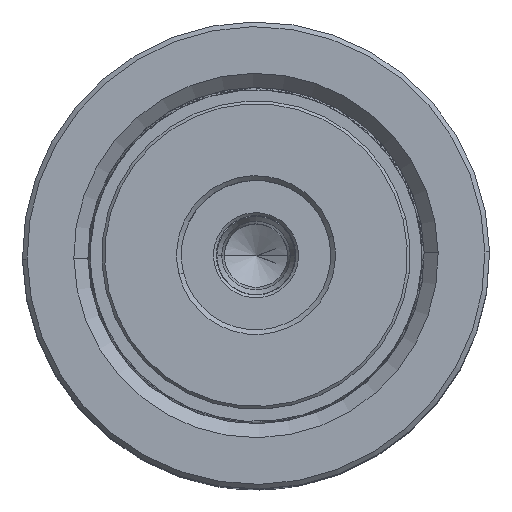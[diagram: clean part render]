
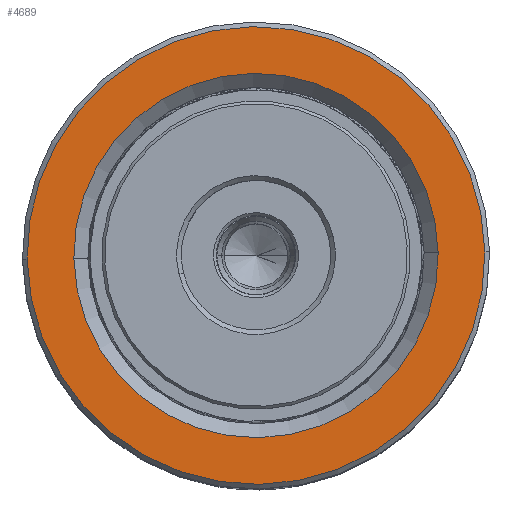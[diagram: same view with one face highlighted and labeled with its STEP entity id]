
A CAD part, top view. The second image highlights one B-rep face of the part: STEP entity #4689.
In plain terms, the highlighted planar face has unit normal (0, 0, 1).
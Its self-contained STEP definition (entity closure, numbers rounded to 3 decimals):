
#1511 = CARTESIAN_POINT ( 'NONE',  ( 24.5, 0., 60. ) ) ;
#1722 = ORIENTED_EDGE ( 'NONE', *, *, #6905, .T. ) ;
#2339 = CARTESIAN_POINT ( 'NONE',  ( 19.5, 0., 60. ) ) ;
#2935 = VERTEX_POINT ( 'NONE', #29953 ) ;
#3728 = DIRECTION ( 'NONE',  ( 0., 0., -1. ) ) ;
#4612 = CIRCLE ( 'NONE', #36192, 19.5 ) ;
#4689 = ADVANCED_FACE ( 'NONE', ( #13496, #35658 ), #32231, .T. ) ;
#6905 = EDGE_CURVE ( 'NONE', #2935, #14885, #4612, .T. ) ;
#7992 = EDGE_CURVE ( 'NONE', #15093, #30632, #22298, .T. ) ;
#10841 = DIRECTION ( 'NONE',  ( 0., 0., 1. ) ) ;
#11166 = EDGE_LOOP ( 'NONE', ( #21877, #1722 ) ) ;
#11406 = CARTESIAN_POINT ( 'NONE',  ( 0., 0., 60. ) ) ;
#11810 = DIRECTION ( 'NONE',  ( 1., 0., 0. ) ) ;
#13035 = CARTESIAN_POINT ( 'NONE',  ( 0., 0., 60. ) ) ;
#13422 = EDGE_LOOP ( 'NONE', ( #26864, #25089 ) ) ;
#13496 = FACE_OUTER_BOUND ( 'NONE', #13422, .T. ) ;
#14885 = VERTEX_POINT ( 'NONE', #2339 ) ;
#15093 = VERTEX_POINT ( 'NONE', #1511 ) ;
#16060 = DIRECTION ( 'NONE',  ( 1., 0., 0. ) ) ;
#16905 = CARTESIAN_POINT ( 'NONE',  ( 0., 0., 60. ) ) ;
#17990 = EDGE_CURVE ( 'NONE', #14885, #2935, #31856, .T. ) ;
#19029 = DIRECTION ( 'NONE',  ( 0., 0., -1. ) ) ;
#19432 = CARTESIAN_POINT ( 'NONE',  ( 0., 0., 60. ) ) ;
#21257 = CARTESIAN_POINT ( 'NONE',  ( 0., 0., 60. ) ) ;
#21877 = ORIENTED_EDGE ( 'NONE', *, *, #17990, .T. ) ;
#22298 = CIRCLE ( 'NONE', #26141, 24.5 ) ;
#22879 = AXIS2_PLACEMENT_3D ( 'NONE', #13035, #3728, #16060 ) ;
#23947 = AXIS2_PLACEMENT_3D ( 'NONE', #11406, #39217, #24548 ) ;
#24548 = DIRECTION ( 'NONE',  ( 1., 0., 0. ) ) ;
#25089 = ORIENTED_EDGE ( 'NONE', *, *, #7992, .T. ) ;
#26141 = AXIS2_PLACEMENT_3D ( 'NONE', #19432, #31700, #11810 ) ;
#26864 = ORIENTED_EDGE ( 'NONE', *, *, #29194, .T. ) ;
#28457 = CIRCLE ( 'NONE', #23947, 24.5 ) ;
#29194 = EDGE_CURVE ( 'NONE', #30632, #15093, #28457, .T. ) ;
#29953 = CARTESIAN_POINT ( 'NONE',  ( -19.5, 0., 60. ) ) ;
#30632 = VERTEX_POINT ( 'NONE', #37876 ) ;
#31616 = AXIS2_PLACEMENT_3D ( 'NONE', #16905, #10841, #38266 ) ;
#31700 = DIRECTION ( 'NONE',  ( 0., 0., 1. ) ) ;
#31856 = CIRCLE ( 'NONE', #22879, 19.5 ) ;
#32231 = PLANE ( 'NONE',  #31616 ) ;
#34130 = DIRECTION ( 'NONE',  ( 1., 0., 0. ) ) ;
#35658 = FACE_BOUND ( 'NONE', #11166, .T. ) ;
#36192 = AXIS2_PLACEMENT_3D ( 'NONE', #21257, #19029, #34130 ) ;
#37876 = CARTESIAN_POINT ( 'NONE',  ( -24.5, 0., 60. ) ) ;
#38266 = DIRECTION ( 'NONE',  ( 1., 0., 0. ) ) ;
#39217 = DIRECTION ( 'NONE',  ( 0., 0., 1. ) ) ;
